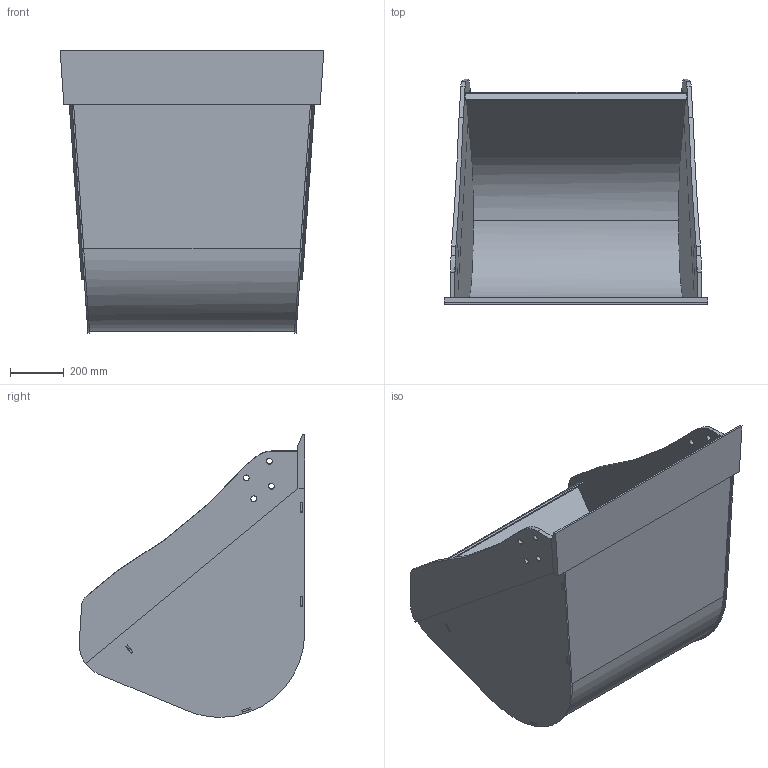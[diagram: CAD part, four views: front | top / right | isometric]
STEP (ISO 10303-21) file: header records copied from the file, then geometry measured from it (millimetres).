
FILE_DESCRIPTION (( 'STEP AP214' ), '1' );
FILE_NAME ('New bucket.STEP', '2024-02-20T19:26:45', ( '' ), ( '' ), 'SwSTEP 2.0', 'SolidWorks 2023', '' );
FILE_SCHEMA (( 'AUTOMOTIVE_DESIGN' ));
Length unit declared in the file: millimetre
Products named in the file (1): New bucket
Bounding box: 980 x 837.53 x 1050.65 mm (x, y, z)
Volume: 22961812.4 mm3; surface area: 5541105.4 mm2
Topology: 6 solids, 6 shells, 196 faces, 536 edges, 352 vertices
Faces by surface type: plane 101, cylinder 73, bspline 22
Entity records: 7396 total; most frequent: CARTESIAN_POINT 2385, ORIENTED_EDGE 1072, DIRECTION 946, EDGE_CURVE 536, VERTEX_POINT 352, VECTOR 328, LINE 328, AXIS2_PLACEMENT_3D 309
